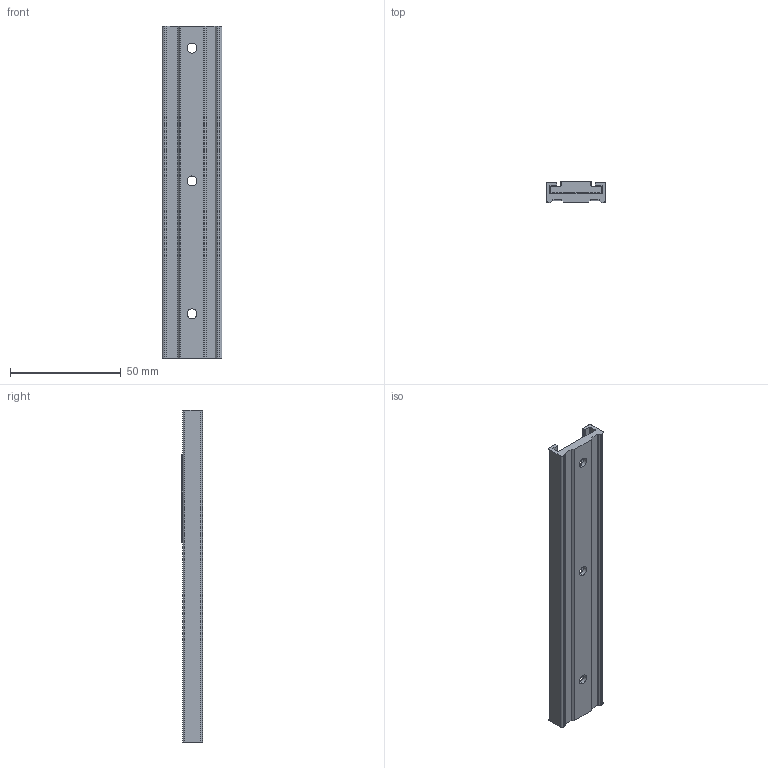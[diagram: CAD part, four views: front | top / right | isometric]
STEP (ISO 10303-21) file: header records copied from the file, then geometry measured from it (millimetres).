
FILE_DESCRIPTION (( 'STEP AP214' ), '1' );
FILE_NAME ('GST_18FA4BB025.step', '2022-01-16T22:34:58', ( '' ), ( '' ), 'SwSTEP 2.0', 'SolidWorks 2019', '' );
FILE_SCHEMA (( 'AUTOMOTIVE_DESIGN' ));
Length unit declared in the file: inch
Products named in the file (5): YFsG4mbiw5_CADModel_0; GST_18FA4BB025; YFsG4mbiw5_CADModel_1
Assembly tree (2 placements, depth 2):
  YFsG4mbiw5_CADModel_0
  GST_18FA4BB025
    YFsG4mbiw5_CADModel_1
    YFsG4mbiw5_CADModel_0
  YFsG4mbiw5_CADModel_1
Bounding box: 27 x 9.5 x 150 mm (x, y, z)
Volume: 21439.1 mm3; surface area: 17878.3 mm2
Topology: 4 solids, 4 shells, 722 faces, 1720 edges, 962 vertices
Faces by surface type: cylinder 270, plane 224, torus 87, sphere 81, bspline 52, cone 8
Entity records: 32210 total; most frequent: CARTESIAN_POINT 6394, DIRECTION 3549, ORIENTED_EDGE 3294, EDGE_CURVE 1647, AXIS2_PLACEMENT_3D 1335, VERTEX_POINT 962, VECTOR 879, LINE 879
